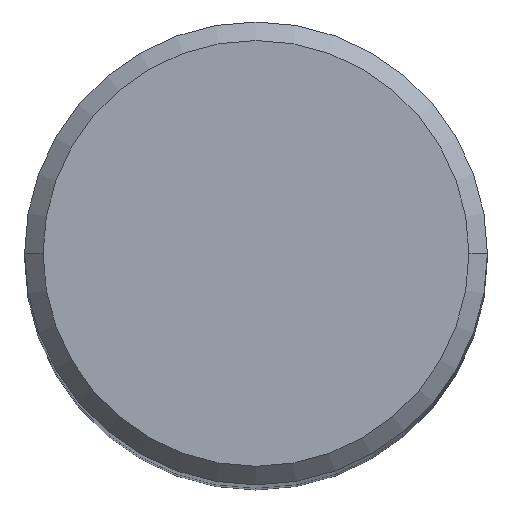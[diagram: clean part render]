
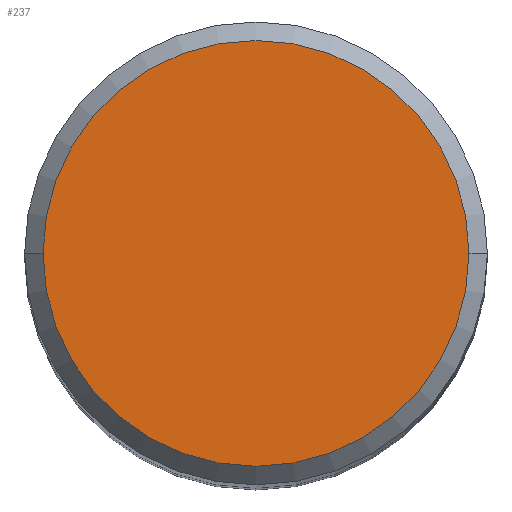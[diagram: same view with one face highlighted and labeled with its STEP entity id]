
A CAD part, top view. The second image highlights one B-rep face of the part: STEP entity #237.
In plain terms, the highlighted planar face has unit normal (0, 0, 1).
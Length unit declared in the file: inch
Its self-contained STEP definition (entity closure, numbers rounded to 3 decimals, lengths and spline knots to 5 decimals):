
#29 = ORIENTED_EDGE ( 'NONE', *, *, #334, .T. ) ;
#47 = CIRCLE ( 'NONE', #156, 0.23 ) ;
#82 = ORIENTED_EDGE ( 'NONE', *, *, #361, .T. ) ;
#105 = PLANE ( 'NONE',  #127 ) ;
#115 = DIRECTION ( 'NONE',  ( 0., 0., 1. ) ) ;
#127 = AXIS2_PLACEMENT_3D ( 'NONE', #134, #236, #204 ) ;
#134 = CARTESIAN_POINT ( 'NONE',  ( 0., 0.23, 0. ) ) ;
#156 = AXIS2_PLACEMENT_3D ( 'NONE', #280, #246, #403 ) ;
#188 = CARTESIAN_POINT ( 'NONE',  ( -0.23, 0., 0. ) ) ;
#189 = EDGE_LOOP ( 'NONE', ( #82, #29 ) ) ;
#204 = DIRECTION ( 'NONE',  ( -1., 0., 0. ) ) ;
#236 = DIRECTION ( 'NONE',  ( 0., 0., -1. ) ) ;
#237 = ADVANCED_FACE ( 'NONE', ( #301 ), #105, .F. ) ;
#246 = DIRECTION ( 'NONE',  ( 0., 0., 1. ) ) ;
#280 = CARTESIAN_POINT ( 'NONE',  ( 0., 0., 0. ) ) ;
#281 = CARTESIAN_POINT ( 'NONE',  ( 0.23, 0., 0. ) ) ;
#301 = FACE_OUTER_BOUND ( 'NONE', #189, .T. ) ;
#305 = AXIS2_PLACEMENT_3D ( 'NONE', #308, #115, #346 ) ;
#308 = CARTESIAN_POINT ( 'NONE',  ( 0., 0., 0. ) ) ;
#334 = EDGE_CURVE ( 'NONE', #374, #413, #47, .T. ) ;
#346 = DIRECTION ( 'NONE',  ( 1., 0., 0. ) ) ;
#361 = EDGE_CURVE ( 'NONE', #413, #374, #392, .T. ) ;
#374 = VERTEX_POINT ( 'NONE', #281 ) ;
#392 = CIRCLE ( 'NONE', #305, 0.23 ) ;
#403 = DIRECTION ( 'NONE',  ( 1., 0., 0. ) ) ;
#413 = VERTEX_POINT ( 'NONE', #188 ) ;
